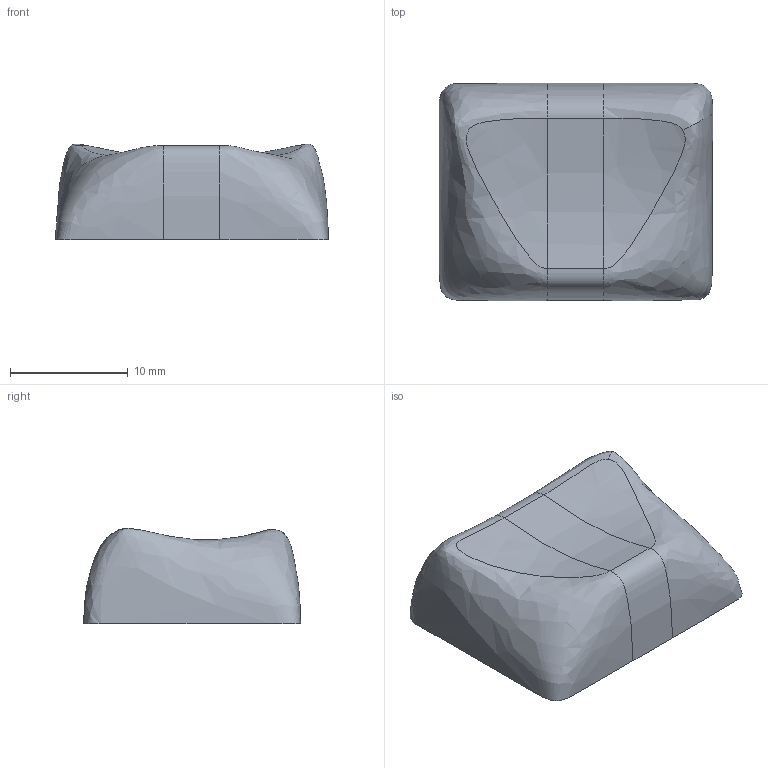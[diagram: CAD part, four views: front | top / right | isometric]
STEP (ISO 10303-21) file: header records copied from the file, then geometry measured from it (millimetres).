
FILE_DESCRIPTION(/* description */ (''),/* implementation_level */ '2;1');
FILE_NAME(/* name */ 'TRIFL-1o25U-1o20x1o20-regular.step',/* time_stamp */ '2023-12-19T15:54:54+01:00',/* author */ (''),/* organization */ (''),/* preprocessor_version */ 'ST-DEVELOPER v20',/* originating_system */ 'Autodesk Translation Framework v12.14.0.127',/* authorisation */ '');
FILE_SCHEMA (('AUTOMOTIVE_DESIGN { 1 0 10303 214 3 1 1 }'));
Length unit declared in the file: millimetre
Products named in the file (1): 1_25U
Bounding box: 23.16 x 18.4 x 8.12 mm (x, y, z)
Volume: 1402.9 mm3; surface area: 1680.3 mm2
Topology: 1 solids, 1 shells, 60 faces, 158 edges, 100 vertices
Faces by surface type: plane 30, cylinder 16, bspline 8, sphere 4, cone 2
Entity records: 5786 total; most frequent: CARTESIAN_POINT 4313, ORIENTED_EDGE 316, DIRECTION 271, EDGE_CURVE 158, VERTEX_POINT 100, LINE 99, VECTOR 99, AXIS2_PLACEMENT_3D 86
